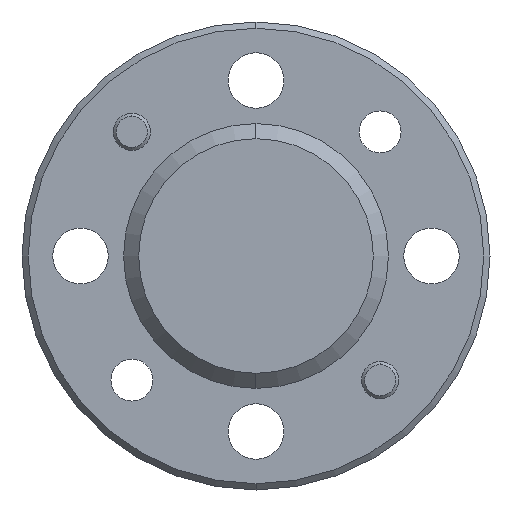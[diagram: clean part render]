
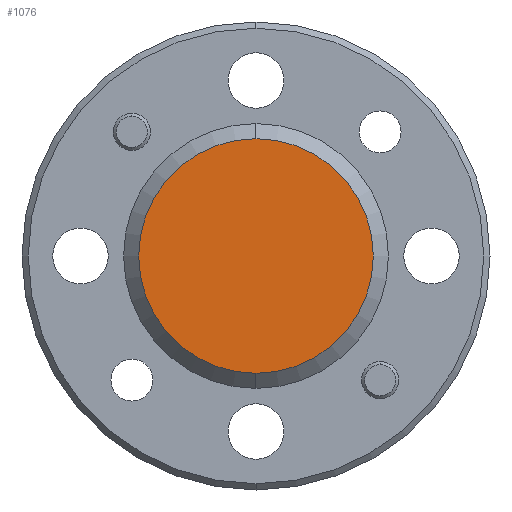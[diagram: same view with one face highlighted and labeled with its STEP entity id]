
A CAD part, left-side view. The second image highlights one B-rep face of the part: STEP entity #1076.
In plain terms, the highlighted planar face has unit normal (-1, 0, 0).
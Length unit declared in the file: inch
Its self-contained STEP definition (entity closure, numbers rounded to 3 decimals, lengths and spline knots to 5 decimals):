
#42 = CARTESIAN_POINT ( 'NONE',  ( -0.25226, 0.43111, 0.64817 ) ) ;
#177 = DIRECTION ( 'NONE',  ( 0., 0., 1. ) ) ;
#183 = CARTESIAN_POINT ( 'NONE',  ( -0.25226, 0.43111, 0.46017 ) ) ;
#198 = VERTEX_POINT ( 'NONE', #42 ) ;
#370 = CIRCLE ( 'NONE', #1445, 0.188 ) ;
#371 = DIRECTION ( 'NONE',  ( 0., 0., 1. ) ) ;
#472 = ORIENTED_EDGE ( 'NONE', *, *, #1658, .T. ) ;
#523 = DIRECTION ( 'NONE',  ( 0., 0., 1. ) ) ;
#536 = VERTEX_POINT ( 'NONE', #1605 ) ;
#1029 = CARTESIAN_POINT ( 'NONE',  ( -0.25226, 0.64911, 0.46017 ) ) ;
#1036 = DIRECTION ( 'NONE',  ( -1., 0., 0. ) ) ;
#1076 = ADVANCED_FACE ( 'NONE', ( #1706 ), #1800, .T. ) ;
#1113 = EDGE_CURVE ( 'NONE', #198, #536, #370, .T. ) ;
#1117 = EDGE_LOOP ( 'NONE', ( #472, #1345 ) ) ;
#1190 = DIRECTION ( 'NONE',  ( -1., 0., 0. ) ) ;
#1345 = ORIENTED_EDGE ( 'NONE', *, *, #1113, .T. ) ;
#1445 = AXIS2_PLACEMENT_3D ( 'NONE', #183, #1516, #523 ) ;
#1516 = DIRECTION ( 'NONE',  ( -1., 0., 0. ) ) ;
#1524 = CARTESIAN_POINT ( 'NONE',  ( -0.25226, 0.43111, 0.46017 ) ) ;
#1605 = CARTESIAN_POINT ( 'NONE',  ( -0.25226, 0.43111, 0.27217 ) ) ;
#1658 = EDGE_CURVE ( 'NONE', #536, #198, #1876, .T. ) ;
#1695 = AXIS2_PLACEMENT_3D ( 'NONE', #1524, #1036, #371 ) ;
#1706 = FACE_OUTER_BOUND ( 'NONE', #1117, .T. ) ;
#1800 = PLANE ( 'NONE',  #2103 ) ;
#1876 = CIRCLE ( 'NONE', #1695, 0.188 ) ;
#2103 = AXIS2_PLACEMENT_3D ( 'NONE', #1029, #1190, #177 ) ;
